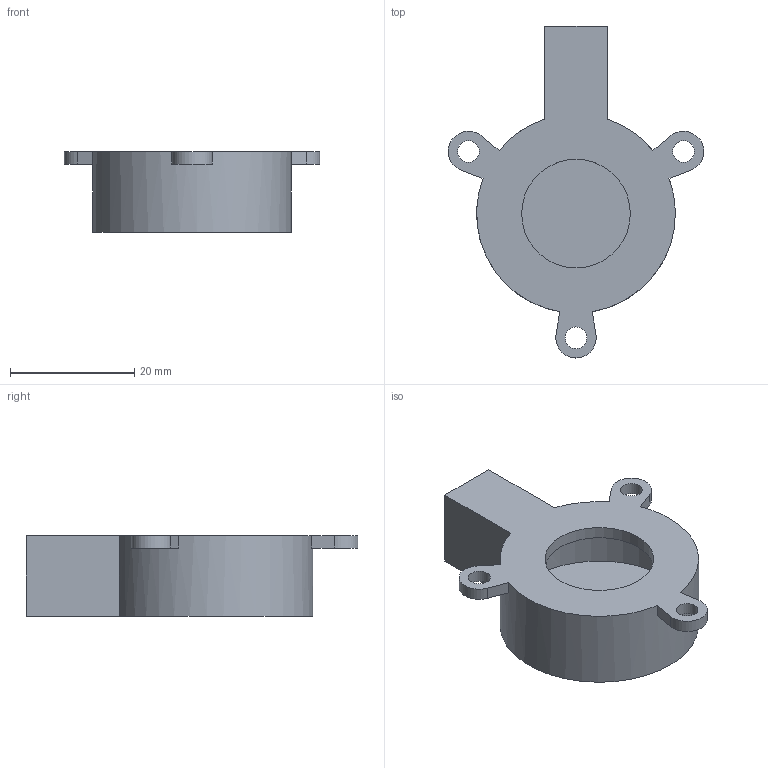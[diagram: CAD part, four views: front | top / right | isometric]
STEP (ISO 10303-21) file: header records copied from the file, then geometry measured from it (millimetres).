
FILE_DESCRIPTION(('FreeCAD Model'),'2;1');
FILE_NAME('Open CASCADE Shape Model','2025-12-12T15:00:07',(''),(''), 'Open CASCADE STEP processor 7.8','FreeCAD','Unknown');
FILE_SCHEMA(('AUTOMOTIVE_DESIGN { 1 0 10303 214 1 1 1 1 }'));
Length unit declared in the file: millimetre
Products named in the file (1): Pressure_box
Bounding box: 41.14 x 53.45 x 13 mm (x, y, z)
Volume: 5156.1 mm3; surface area: 6066.9 mm2
Topology: 1 solids, 1 shells, 26 faces, 68 edges, 46 vertices
Faces by surface type: plane 16, cylinder 10
Full cylindrical faces by diameter (mm): 3.5 x3, 6.6 x1, 17.5 x1, 30 x1
Entity records: 1929 total; most frequent: CARTESIAN_POINT 481, DIRECTION 280, LINE 147, VECTOR 147, ORIENTED_EDGE 136, PCURVE 136, DEFINITIONAL_REPRESENTATION 136, EDGE_CURVE 68
